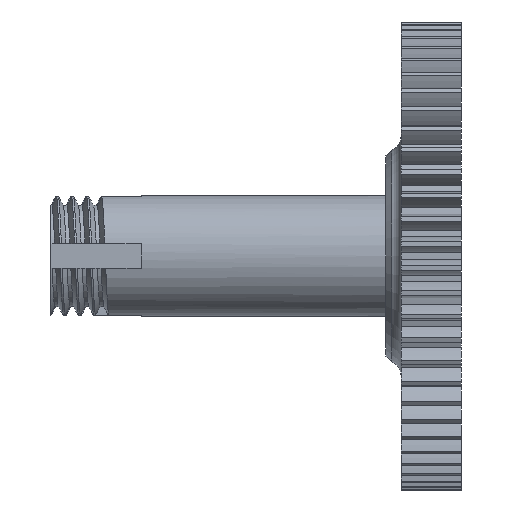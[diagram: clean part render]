
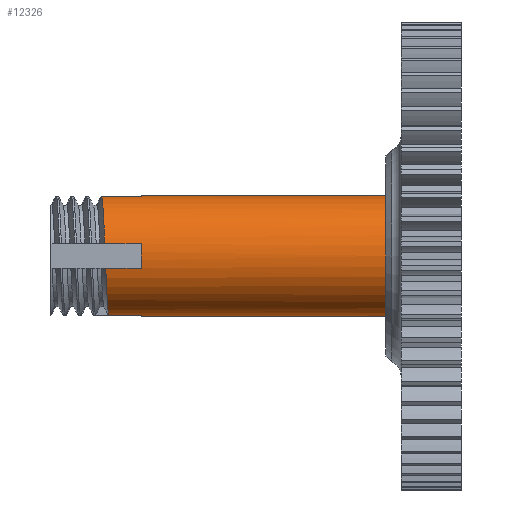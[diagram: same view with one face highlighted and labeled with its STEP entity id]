
A CAD part, front view. The second image highlights one B-rep face of the part: STEP entity #12326.
In plain terms, the highlighted cylindrical face has radius 8 mm (diameter 16 mm), a partial arc.
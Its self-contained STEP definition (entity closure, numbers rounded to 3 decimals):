
#105 =( BOUNDED_CURVE ( )  B_SPLINE_CURVE ( 2, ( #6786, #16813, #6143, #3596, #4695, #8241, #17805 ),
 .UNSPECIFIED., .F., .F. ) 
 B_SPLINE_CURVE_WITH_KNOTS ( ( 3, 2, 2, 3 ),
 ( 0.883, 0.9, 0.925, 0.93 ),
 .UNSPECIFIED. ) 
 CURVE ( )  GEOMETRIC_REPRESENTATION_ITEM ( )  RATIONAL_B_SPLINE_CURVE ( ( 0.979, 0.967, 1., 0.951, 1., 0.991, 0.985 ) ) 
 REPRESENTATION_ITEM ( '' )  );
#493 = EDGE_LOOP ( 'NONE', ( #14708, #8284, #10644, #5403, #13140, #16489, #12060, #1621, #8194, #12383, #1674, #3377 ) ) ;
#524 = VECTOR ( 'NONE', #4849, 1000. ) ;
#818 = EDGE_CURVE ( 'NONE', #10415, #13410, #8283, .T. ) ;
#879 = LINE ( 'NONE', #14118, #8487 ) ;
#1059 = CARTESIAN_POINT ( 'NONE',  ( -2., 0., -8. ) ) ;
#1282 = DIRECTION ( 'NONE',  ( -1., 0., 0. ) ) ;
#1292 = EDGE_CURVE ( 'NONE', #6891, #6201, #2163, .T. ) ;
#1511 = DIRECTION ( 'NONE',  ( 0., 0., 1. ) ) ;
#1538 = CARTESIAN_POINT ( 'NONE',  ( -38.714, -1.6, -7.838 ) ) ;
#1572 = DIRECTION ( 'NONE',  ( -1., 0., 0. ) ) ;
#1621 = ORIENTED_EDGE ( 'NONE', *, *, #14042, .T. ) ;
#1674 = ORIENTED_EDGE ( 'NONE', *, *, #12600, .T. ) ;
#2011 = VERTEX_POINT ( 'NONE', #3113 ) ;
#2036 = CARTESIAN_POINT ( 'NONE',  ( -46.4, -1.6, -7.838 ) ) ;
#2163 = CIRCLE ( 'NONE', #17875, 8. ) ;
#2342 = VECTOR ( 'NONE', #6459, 1000. ) ;
#2713 = DIRECTION ( 'NONE',  ( 0., 0., -1. ) ) ;
#2839 = VECTOR ( 'NONE', #15511, 1000. ) ;
#3113 = CARTESIAN_POINT ( 'NONE',  ( -39.586, -1.6, 7.838 ) ) ;
#3116 = CARTESIAN_POINT ( 'NONE',  ( -34.4, -1.6, 7.838 ) ) ;
#3170 = CARTESIAN_POINT ( 'NONE',  ( -46.4, 0., -8. ) ) ;
#3377 = ORIENTED_EDGE ( 'NONE', *, *, #15329, .T. ) ;
#3596 = CARTESIAN_POINT ( 'NONE',  ( -39.35, -6.805, 4.944 ) ) ;
#3638 = LINE ( 'NONE', #13880, #2839 ) ;
#4207 = CARTESIAN_POINT ( 'NONE',  ( -39.085, -7.838, -1.6 ) ) ;
#4527 = DIRECTION ( 'NONE',  ( 1., 0., 0. ) ) ;
#4536 = VERTEX_POINT ( 'NONE', #1059 ) ;
#4594 = CARTESIAN_POINT ( 'NONE',  ( -34.4, -7.838, 1.6 ) ) ;
#4671 = DIRECTION ( 'NONE',  ( 0., 0., 1. ) ) ;
#4695 = CARTESIAN_POINT ( 'NONE',  ( -39.25, -7.608, 2.472 ) ) ;
#4849 = DIRECTION ( 'NONE',  ( -1., 0., 0. ) ) ;
#4939 = LINE ( 'NONE', #2036, #524 ) ;
#5403 = ORIENTED_EDGE ( 'NONE', *, *, #6153, .T. ) ;
#5620 = CARTESIAN_POINT ( 'NONE',  ( -46.4, 0., 0. ) ) ;
#5651 = DIRECTION ( 'NONE',  ( 0., 0., 1. ) ) ;
#6073 = AXIS2_PLACEMENT_3D ( 'NONE', #13425, #14688, #17578 ) ;
#6143 = CARTESIAN_POINT ( 'NONE',  ( -39.45, -4.702, 6.472 ) ) ;
#6153 = EDGE_CURVE ( 'NONE', #2011, #11785, #105, .T. ) ;
#6189 = EDGE_CURVE ( 'NONE', #6891, #8502, #879, .T. ) ;
#6201 = VERTEX_POINT ( 'NONE', #4594 ) ;
#6432 = AXIS2_PLACEMENT_3D ( 'NONE', #5620, #14778, #2713 ) ;
#6459 = DIRECTION ( 'NONE',  ( -1., 0., 0. ) ) ;
#6556 = LINE ( 'NONE', #16585, #2342 ) ;
#6645 =( BOUNDED_CURVE ( )  B_SPLINE_CURVE ( 2, ( #17558, #7343, #19102, #10329, #16211, #14766, #1538 ),
 .UNSPECIFIED., .F., .F. ) 
 B_SPLINE_CURVE_WITH_KNOTS ( ( 3, 2, 2, 3 ),
 ( 0.945, 0.95, 0.975, 0.992 ),
 .UNSPECIFIED. ) 
 CURVE ( )  GEOMETRIC_REPRESENTATION_ITEM ( )  RATIONAL_B_SPLINE_CURVE ( ( 0.985, 0.991, 1., 0.951, 1., 0.967, 0.979 ) ) 
 REPRESENTATION_ITEM ( '' )  );
#6786 = CARTESIAN_POINT ( 'NONE',  ( -39.586, -1.6, 7.838 ) ) ;
#6827 = DIRECTION ( 'NONE',  ( 1., 0., 0. ) ) ;
#6891 = VERTEX_POINT ( 'NONE', #12746 ) ;
#7195 = EDGE_CURVE ( 'NONE', #17581, #10415, #18896, .T. ) ;
#7225 = CARTESIAN_POINT ( 'NONE',  ( -34.4, 0., 0. ) ) ;
#7260 = CYLINDRICAL_SURFACE ( 'NONE', #6432, 8. ) ;
#7343 = CARTESIAN_POINT ( 'NONE',  ( -39.067, -7.748, -2.043 ) ) ;
#8053 = DIRECTION ( 'NONE',  ( -1., 0., 0. ) ) ;
#8194 = ORIENTED_EDGE ( 'NONE', *, *, #15578, .F. ) ;
#8241 = CARTESIAN_POINT ( 'NONE',  ( -39.233, -7.748, 2.043 ) ) ;
#8283 = LINE ( 'NONE', #17048, #16331 ) ;
#8284 = ORIENTED_EDGE ( 'NONE', *, *, #7195, .F. ) ;
#8487 = VECTOR ( 'NONE', #8053, 1000. ) ;
#8502 = VERTEX_POINT ( 'NONE', #4207 ) ;
#8672 = CARTESIAN_POINT ( 'NONE',  ( -38.714, -1.6, -7.838 ) ) ;
#9119 = CARTESIAN_POINT ( 'NONE',  ( -34.4, 0., -8. ) ) ;
#9127 = CARTESIAN_POINT ( 'NONE',  ( -34.4, 0., 0. ) ) ;
#9515 = CARTESIAN_POINT ( 'NONE',  ( -34.4, -1.6, -7.838 ) ) ;
#9920 = CIRCLE ( 'NONE', #14541, 8. ) ;
#9949 = EDGE_CURVE ( 'NONE', #17581, #2011, #3638, .T. ) ;
#10329 = CARTESIAN_POINT ( 'NONE',  ( -38.95, -6.805, -4.944 ) ) ;
#10415 = VERTEX_POINT ( 'NONE', #12759 ) ;
#10513 = CARTESIAN_POINT ( 'NONE',  ( -2., 0., 8. ) ) ;
#10644 = ORIENTED_EDGE ( 'NONE', *, *, #9949, .T. ) ;
#11209 = AXIS2_PLACEMENT_3D ( 'NONE', #7225, #14740, #1511 ) ;
#11462 = EDGE_CURVE ( 'NONE', #17649, #14779, #9920, .T. ) ;
#11785 = VERTEX_POINT ( 'NONE', #18231 ) ;
#12060 = ORIENTED_EDGE ( 'NONE', *, *, #6189, .T. ) ;
#12326 = ADVANCED_FACE ( 'NONE', ( #14682 ), #7260, .T. ) ;
#12383 = ORIENTED_EDGE ( 'NONE', *, *, #11462, .F. ) ;
#12600 = EDGE_CURVE ( 'NONE', #17649, #4536, #14850, .T. ) ;
#12746 = CARTESIAN_POINT ( 'NONE',  ( -34.4, -7.838, -1.6 ) ) ;
#12759 = CARTESIAN_POINT ( 'NONE',  ( -34.4, 0., 8. ) ) ;
#13091 = VERTEX_POINT ( 'NONE', #8672 ) ;
#13140 = ORIENTED_EDGE ( 'NONE', *, *, #14143, .F. ) ;
#13410 = VERTEX_POINT ( 'NONE', #10513 ) ;
#13425 = CARTESIAN_POINT ( 'NONE',  ( -2., 0., 0. ) ) ;
#13880 = CARTESIAN_POINT ( 'NONE',  ( -46.4, -1.6, 7.838 ) ) ;
#14042 = EDGE_CURVE ( 'NONE', #8502, #13091, #6645, .T. ) ;
#14118 = CARTESIAN_POINT ( 'NONE',  ( -46.4, -7.838, -1.6 ) ) ;
#14143 = EDGE_CURVE ( 'NONE', #6201, #11785, #6556, .T. ) ;
#14423 = CARTESIAN_POINT ( 'NONE',  ( -34.4, 0., 0. ) ) ;
#14541 = AXIS2_PLACEMENT_3D ( 'NONE', #14423, #1282, #5651 ) ;
#14682 = FACE_OUTER_BOUND ( 'NONE', #493, .T. ) ;
#14688 = DIRECTION ( 'NONE',  ( -1., 0., 0. ) ) ;
#14708 = ORIENTED_EDGE ( 'NONE', *, *, #818, .F. ) ;
#14740 = DIRECTION ( 'NONE',  ( -1., 0., 0. ) ) ;
#14766 = CARTESIAN_POINT ( 'NONE',  ( -38.783, -3.299, -7.492 ) ) ;
#14778 = DIRECTION ( 'NONE',  ( 1., 0., 0. ) ) ;
#14779 = VERTEX_POINT ( 'NONE', #9515 ) ;
#14850 = LINE ( 'NONE', #3170, #15354 ) ;
#15329 = EDGE_CURVE ( 'NONE', #4536, #13410, #19005, .T. ) ;
#15354 = VECTOR ( 'NONE', #4527, 1000. ) ;
#15511 = DIRECTION ( 'NONE',  ( -1., 0., 0. ) ) ;
#15578 = EDGE_CURVE ( 'NONE', #14779, #13091, #4939, .T. ) ;
#16211 = CARTESIAN_POINT ( 'NONE',  ( -38.85, -4.702, -6.472 ) ) ;
#16331 = VECTOR ( 'NONE', #6827, 1000. ) ;
#16489 = ORIENTED_EDGE ( 'NONE', *, *, #1292, .F. ) ;
#16585 = CARTESIAN_POINT ( 'NONE',  ( -46.4, -7.838, 1.6 ) ) ;
#16813 = CARTESIAN_POINT ( 'NONE',  ( -39.517, -3.299, 7.492 ) ) ;
#17048 = CARTESIAN_POINT ( 'NONE',  ( -46.4, 0., 8. ) ) ;
#17558 = CARTESIAN_POINT ( 'NONE',  ( -39.085, -7.838, -1.6 ) ) ;
#17578 = DIRECTION ( 'NONE',  ( 0., 0., 1. ) ) ;
#17581 = VERTEX_POINT ( 'NONE', #3116 ) ;
#17649 = VERTEX_POINT ( 'NONE', #9119 ) ;
#17805 = CARTESIAN_POINT ( 'NONE',  ( -39.215, -7.838, 1.6 ) ) ;
#17875 = AXIS2_PLACEMENT_3D ( 'NONE', #9127, #1572, #4671 ) ;
#18231 = CARTESIAN_POINT ( 'NONE',  ( -39.215, -7.838, 1.6 ) ) ;
#18896 = CIRCLE ( 'NONE', #11209, 8. ) ;
#19005 = CIRCLE ( 'NONE', #6073, 8. ) ;
#19102 = CARTESIAN_POINT ( 'NONE',  ( -39.05, -7.608, -2.472 ) ) ;
